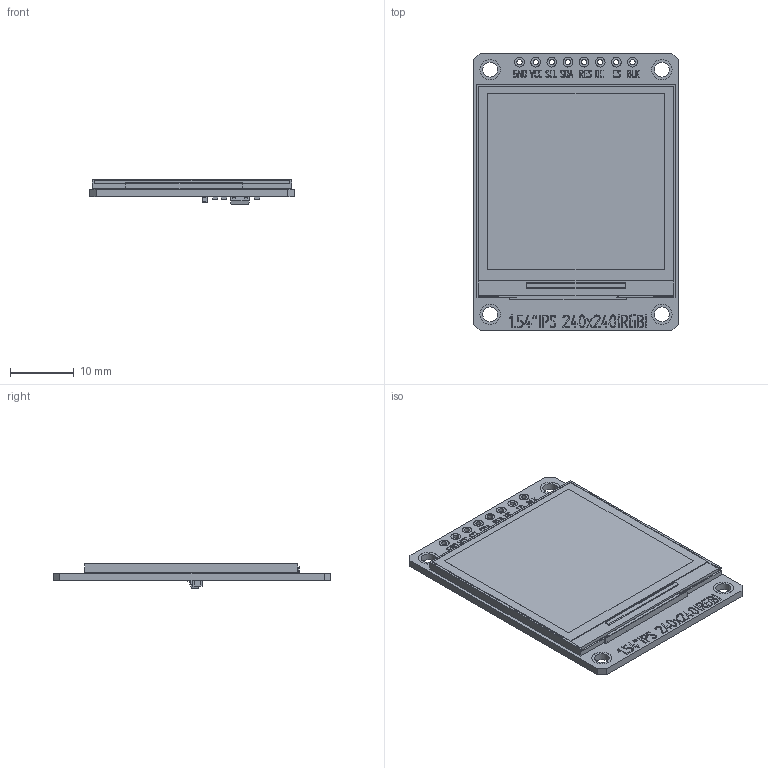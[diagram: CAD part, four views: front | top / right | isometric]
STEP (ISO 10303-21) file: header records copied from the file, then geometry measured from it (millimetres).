
FILE_DESCRIPTION(/* description */ (''),/* implementation_level */ '2;1');
FILE_NAME(/* name */ '6bf149d0-77d2-454f-8a39-f675ed607acf.stp',/* time_stamp */ '2022-12-26T23:44:10Z',/* author */ (''),/* organization */ (''),/* preprocessor_version */ 'ST-DEVELOPER v19.2',/* originating_system */ 'Autodesk Translation Framework v11.17.0.187',/* authorisation */ '');
FILE_SCHEMA (('AUTOMOTIVE_DESIGN { 1 0 10303 214 3 1 1 }'));
Products named in the file (7): Display; 1.54 TFT IPS - Module - Assembly; 1.54 TFT IPS - Module - Board; 0603 Resistor; 0603 Capacitor; SOT23; 1.54 TFT IPS - 12P - Flat Flush Mount
Assembly tree (8 placements, depth 3):
  Display
    1.54 TFT IPS - Module - Assembly
      1.54 TFT IPS - Module - Board
      0603 Resistor  x3
      0603 Capacitor
      SOT23
      1.54 TFT IPS - 12P - Flat Flush Mount
Bounding box: 32.23 x 43.71 x 3.89 mm (x, y, z)
Volume: 3069.6 mm3; surface area: 6157 mm2
Topology: 10 solids, 30 shells, 2017 faces, 5035 edges, 3344 vertices
Faces by surface type: plane 1610, bspline 332, cylinder 71, sphere 4
Full cylindrical faces by diameter (mm): 0.813 x8, 1.524 x16, 2.337 x4, 3.175 x8
Entity records: 68379 total; most frequent: CARTESIAN_POINT 21526, ORIENTED_EDGE 9766, DIRECTION 7711, EDGE_CURVE 4883, LINE 4119, VECTOR 4119, VERTEX_POINT 3245, EDGE_LOOP 2239
